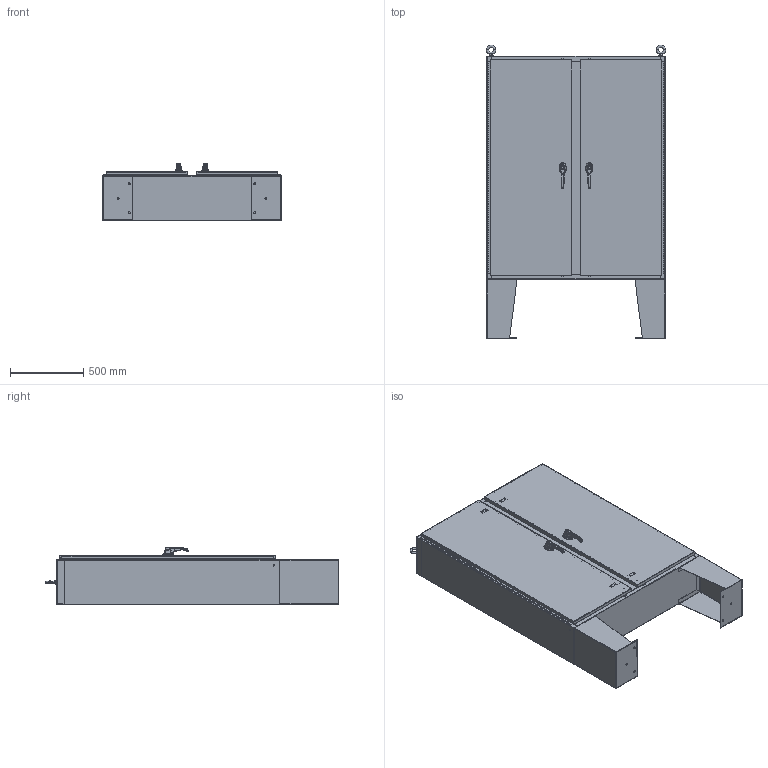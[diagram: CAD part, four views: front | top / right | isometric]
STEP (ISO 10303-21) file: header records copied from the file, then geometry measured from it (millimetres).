
FILE_DESCRIPTION (( 'STEP AP203' ), '1' );
FILE_NAME ('N60H4812SSWPLS3PT.STEP', '2014-04-04T19:59:51', ( 'changeme' ), ( 'Microsoft' ), 'SwSTEP 2.0', 'SolidWorks 2013', '' );
FILE_SCHEMA (( 'CONFIG_CONTROL_DESIGN' ));
Length unit declared in the file: inch
Products named in the file (35): N60H4812SSWPLS3PT Backpanel; N60H4812SSWPLS3PT Enclosure Stiffener 14 GA; 00005309_G26103101; N60H4812SSWPLS3PT Body; 26161102; Mounting Studs; N60H4812SSWPLS3PT Hinge Enclosure Side DoubleDoor; 2616310101; N60H4812SSWPLS3PT Bottom; 297026; Quarter-20 CD Stud; N60H4812SSWPLS3PT Hinge Cover Side DoubleDoor; 00005310_26163101; N60H4812SSWPLS3PT Top; 21130102; N60H4812SSWPLS3PT; N60H4812SSWPLS3PT Hinge_DoubleDoor; 022151; N60H4812SSWPLS3PT Left Cover; 00005090; Defeater Handle - 3 - 2500-51 ZN; 263033_Industrilas; N60H4812SSWPLS3PT Right Cover; g26103103_26163303; NMP-SS-RODGUIDES_unfolded_DefaultSM-FLAT-PATTERN; N60H4812SSWPLS3PT FSD_DD - LSK - Stand; N60H4812SSWPLS3PT Center Post; 033060_032151; N60H4812SSWPLS3PT DD Defeater Handle Rod; N60H4812SSWPLS3PT FSD_DD-LSK - Base; HW-EYE-NH-20425_3014T52; 297025; N60H4812SSWPLS3PT DD_Leg Kit; N60H4812SSWPLS3PT Eye-Bolt_Stiffener; 012103_012102
Assembly tree (59 placements, depth 4):
  N60H4812SSWPLS3PT
    N60H4812SSWPLS3PT Body
    N60H4812SSWPLS3PT Bottom
    N60H4812SSWPLS3PT Top
    N60H4812SSWPLS3PT Left Cover
    N60H4812SSWPLS3PT Right Cover
    N60H4812SSWPLS3PT Center Post
    HW-EYE-NH-20425_3014T52  x2
    N60H4812SSWPLS3PT Eye-Bolt_Stiffener  x2
    N60H4812SSWPLS3PT Enclosure Stiffener 14 GA  x3
    N60H4812SSWPLS3PT Hinge_DoubleDoor  x2
      N60H4812SSWPLS3PT Hinge Enclosure Side DoubleDoor
      N60H4812SSWPLS3PT Hinge Cover Side DoubleDoor
    Defeater Handle - 3 - 2500-51 ZN  x2
    NMP-SS-RODGUIDES_unfolded_DefaultSM-FLAT-PATTERN  x4
    N60H4812SSWPLS3PT DD Defeater Handle Rod  x4
    263033_Industrilas  x2
      26161102
      297026
      21130102
      00005090
      g26103103_26163303
      033060_032151
      297025
      012103_012102
      00005310_26163101
        00005309_G26103101
        2616310101
      022151
    N60H4812SSWPLS3PT DD_Leg Kit  x2
      N60H4812SSWPLS3PT FSD_DD - LSK - Stand
      N60H4812SSWPLS3PT FSD_DD-LSK - Base
    N60H4812SSWPLS3PT Backpanel
    Mounting Studs  x8
    Quarter-20 CD Stud  x4
Bounding box: 1224.93 x 2006.6 x 388.8 mm (x, y, z)
Volume: 19315444.1 mm3; surface area: 18356520.1 mm2
Topology: 66 solids, 70 shells, 6660 faces, 16822 edges, 10340 vertices
Faces by surface type: plane 2654, cylinder 2642, bspline 670, cone 602, torus 92
Entity records: 148806 total; most frequent: CARTESIAN_POINT 65305, ORIENTED_EDGE 17036, DIRECTION 15879, EDGE_CURVE 8519, AXIS2_PLACEMENT_3D 5717, VERTEX_POINT 5230, VECTOR 4445, LINE 4445
